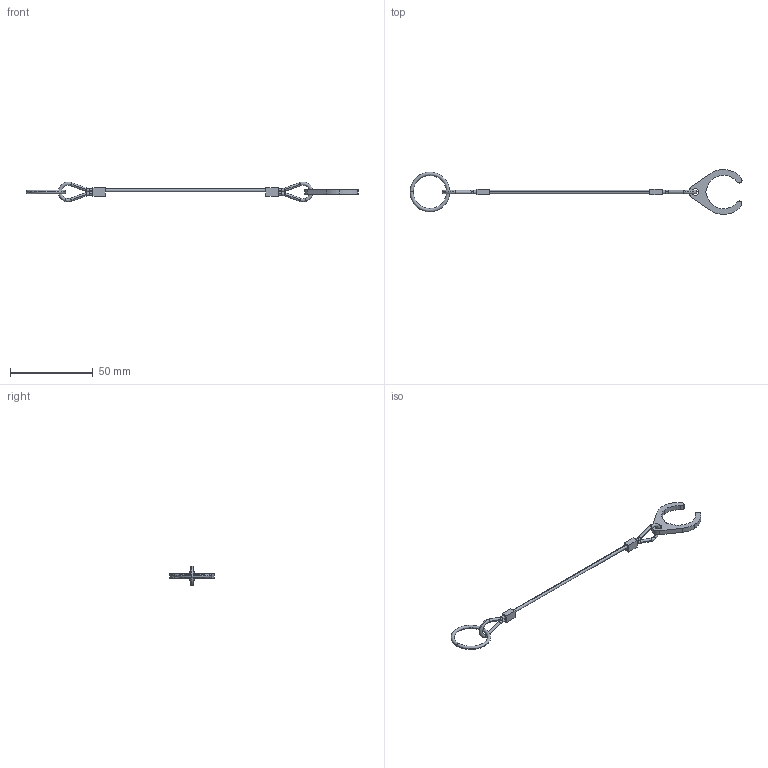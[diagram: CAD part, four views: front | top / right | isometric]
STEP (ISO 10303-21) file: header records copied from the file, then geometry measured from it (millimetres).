
FILE_DESCRIPTION(('STEP AP214'),'1');
FILE_NAME('HALDERN_22355_6001.stp','2021-10-05T09:34:52',('TraceParts'),('TraceParts S.A.'),'Spatial InterOp 3D',' ',' ');
FILE_SCHEMA(('AUTOMOTIVE_DESIGN { 1 0 10303 214 1 1 1 1 }'));
Length unit declared in the file: millimetre
Products named in the file (1): HALDERN_22355_6001_1
Bounding box: 200.69 x 27.2 x 12 mm (x, y, z)
Volume: 1935.5 mm3; surface area: 2965.9 mm2
Topology: 3 solids, 3 shells, 72 faces, 190 edges, 124 vertices
Faces by surface type: cylinder 36, torus 20, plane 16
Entity records: 2934 total; most frequent: DIRECTION 464, CARTESIAN_POINT 389, ORIENTED_EDGE 380, AXIS2_PLACEMENT_3D 199, EDGE_CURVE 190, VERTEX_POINT 124, CIRCLE 116, EDGE_LOOP 80
